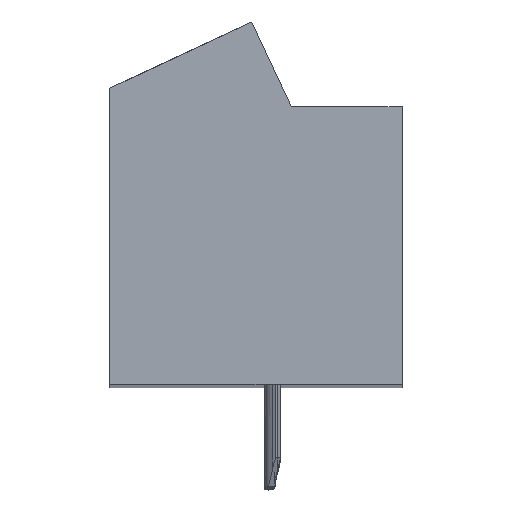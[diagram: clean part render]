
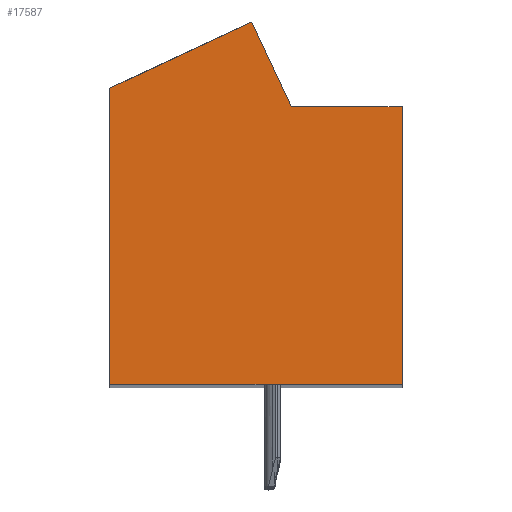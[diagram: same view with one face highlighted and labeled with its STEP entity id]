
A CAD part, top view. The second image highlights one B-rep face of the part: STEP entity #17587.
In plain terms, the highlighted planar face has unit normal (0, 0, 1).
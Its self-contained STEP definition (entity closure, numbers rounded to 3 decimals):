
#6141=DIRECTION('',(-1.,0.,0.));
#6142=VECTOR('',#6141,3.79);
#6143=CARTESIAN_POINT('',(5.002,3.3,66.75));
#6144=LINE('',#6143,#6142);
#6145=DIRECTION('',(0.,1.,0.));
#6146=VECTOR('',#6145,9.5);
#6147=CARTESIAN_POINT('',(5.002,-6.2,66.75));
#6148=LINE('',#6147,#6146);
#6149=DIRECTION('',(1.,0.,0.));
#6150=VECTOR('',#6149,10.);
#6151=CARTESIAN_POINT('',(-4.998,-6.2,66.75));
#6152=LINE('',#6151,#6150);
#6153=DIRECTION('',(0.,-1.,0.));
#6154=VECTOR('',#6153,10.135);
#6155=CARTESIAN_POINT('',(-4.998,3.935,66.75));
#6156=LINE('',#6155,#6154);
#6157=DIRECTION('',(-0.906,-0.423,0.));
#6158=VECTOR('',#6157,5.36);
#6159=CARTESIAN_POINT('',(-0.14,6.2,66.75));
#6160=LINE('',#6159,#6158);
#6161=DIRECTION('',(-0.423,0.906,0.));
#6162=VECTOR('',#6161,3.2);
#6163=CARTESIAN_POINT('',(1.212,3.3,66.75));
#6164=LINE('',#6163,#6162);
#7507=CARTESIAN_POINT('',(5.002,3.3,66.75));
#7508=CARTESIAN_POINT('',(1.212,3.3,66.75));
#7509=VERTEX_POINT('',#7507);
#7510=VERTEX_POINT('',#7508);
#7511=CARTESIAN_POINT('',(-0.14,6.2,66.75));
#7512=VERTEX_POINT('',#7511);
#7513=CARTESIAN_POINT('',(-4.998,3.935,66.75));
#7514=VERTEX_POINT('',#7513);
#7515=CARTESIAN_POINT('',(-4.998,-6.2,66.75));
#7516=VERTEX_POINT('',#7515);
#7517=CARTESIAN_POINT('',(5.002,-6.2,66.75));
#7518=VERTEX_POINT('',#7517);
#17574=CARTESIAN_POINT('',(0.,0.,66.75));
#17575=DIRECTION('',(0.,0.,1.));
#17576=DIRECTION('',(1.,0.,0.));
#17577=AXIS2_PLACEMENT_3D('',#17574,#17575,#17576);
#17578=PLANE('',#17577);
#17579=ORIENTED_EDGE('',*,*,#9636,.F.);
#17580=ORIENTED_EDGE('',*,*,#9651,.F.);
#17581=ORIENTED_EDGE('',*,*,#9665,.F.);
#17582=ORIENTED_EDGE('',*,*,#9938,.F.);
#17583=ORIENTED_EDGE('',*,*,#10233,.F.);
#17584=ORIENTED_EDGE('',*,*,#17568,.F.);
#17585=EDGE_LOOP('',(#17579,#17580,#17581,#17582,#17583,#17584));
#17586=FACE_OUTER_BOUND('',#17585,.F.);
#9636=EDGE_CURVE('',#7509,#7510,#6144,.T.);
#9651=EDGE_CURVE('',#7518,#7509,#6148,.T.);
#9665=EDGE_CURVE('',#7516,#7518,#6152,.T.);
#9938=EDGE_CURVE('',#7514,#7516,#6156,.T.);
#10233=EDGE_CURVE('',#7512,#7514,#6160,.T.);
#17568=EDGE_CURVE('',#7510,#7512,#6164,.T.);
#17587=ADVANCED_FACE('',(#17586),#17578,.T.);
